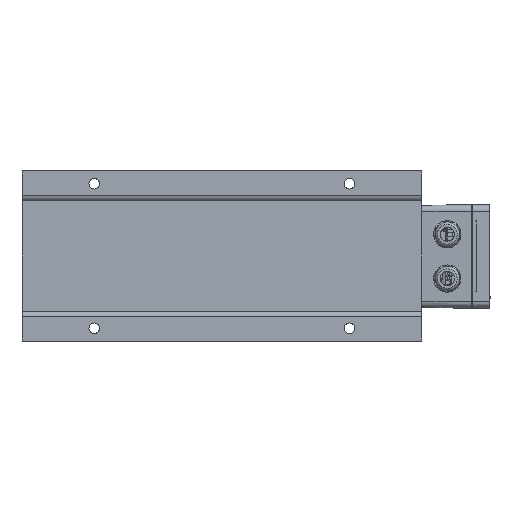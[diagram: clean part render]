
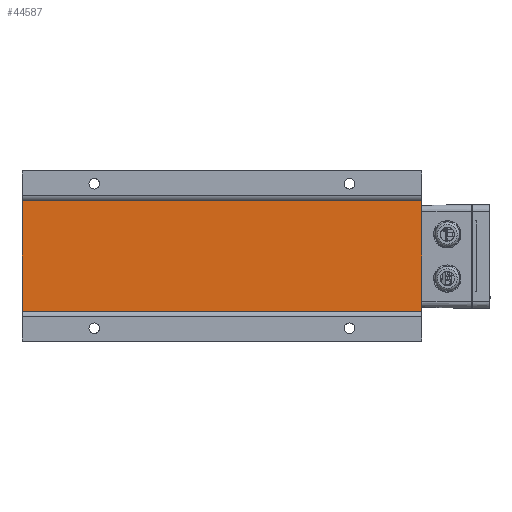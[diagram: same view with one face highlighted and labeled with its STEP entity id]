
A CAD part, front view. The second image highlights one B-rep face of the part: STEP entity #44587.
In plain terms, the highlighted planar face has unit normal (0, -1, 0).
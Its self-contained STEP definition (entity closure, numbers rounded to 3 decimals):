
#2319=PLANE('',#47951);
#4377=FACE_OUTER_BOUND('',#6852,.T.);
#6852=EDGE_LOOP('',(#36265,#36266,#36267,#36268));
#12143=LINE('',#71398,#16228);
#12161=LINE('',#71449,#16246);
#12163=LINE('',#71455,#16248);
#12164=LINE('',#71456,#16249);
#16228=VECTOR('',#57070,10.);
#16246=VECTOR('',#57122,10.);
#16248=VECTOR('',#57130,10.);
#16249=VECTOR('',#57131,10.);
#20230=VERTEX_POINT('',#71395);
#20231=VERTEX_POINT('',#71397);
#20246=VERTEX_POINT('',#71446);
#20247=VERTEX_POINT('',#71448);
#25841=EDGE_CURVE('',#20231,#20230,#12143,.T.);
#25867=EDGE_CURVE('',#20246,#20247,#12161,.T.);
#25870=EDGE_CURVE('',#20247,#20230,#12163,.T.);
#25871=EDGE_CURVE('',#20246,#20231,#12164,.T.);
#36265=ORIENTED_EDGE('',*,*,#25870,.F.);
#36266=ORIENTED_EDGE('',*,*,#25867,.F.);
#36267=ORIENTED_EDGE('',*,*,#25871,.T.);
#36268=ORIENTED_EDGE('',*,*,#25841,.T.);
#44587=ADVANCED_FACE('',(#4377),#2319,.T.);
#47951=AXIS2_PLACEMENT_3D('',#71454,#57128,#57129);
#57070=DIRECTION('',(-1.,0.,0.));
#57122=DIRECTION('',(-1.,0.,0.));
#57128=DIRECTION('center_axis',(0.,-1.,0.));
#57129=DIRECTION('ref_axis',(0.,0.,
-1.));
#57130=DIRECTION('',(0.,0.,1.));
#57131=DIRECTION('',(0.,0.,1.));
#71395=CARTESIAN_POINT('',(-235.,-235.,65.));
#71397=CARTESIAN_POINT('',(235.,-235.,65.));
#71398=CARTESIAN_POINT('',(-235.,-235.,65.));
#71446=CARTESIAN_POINT('',(235.,-235.,-65.));
#71448=CARTESIAN_POINT('',(-235.,-235.,-65.));
#71449=CARTESIAN_POINT('',(235.,-235.,-65.));
#71454=CARTESIAN_POINT('Origin',(235.,-235.,-65.));
#71455=CARTESIAN_POINT('',(-235.,-235.,-65.));
#71456=CARTESIAN_POINT('',(235.,-235.,-65.));
